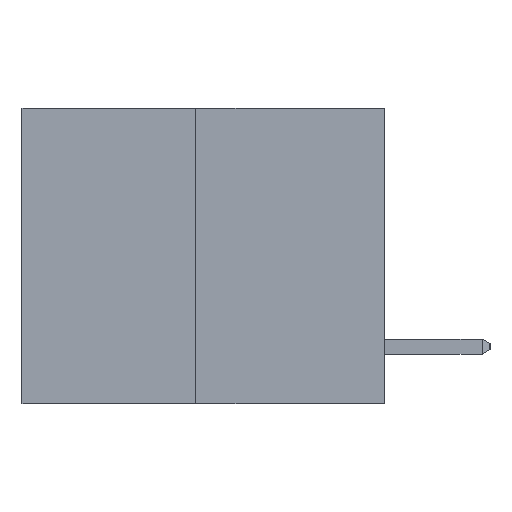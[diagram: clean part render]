
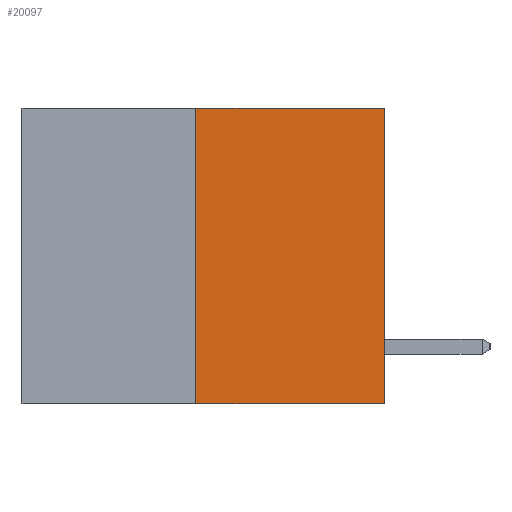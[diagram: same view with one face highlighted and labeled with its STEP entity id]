
A CAD part, left-side view. The second image highlights one B-rep face of the part: STEP entity #20097.
In plain terms, the highlighted planar face has unit normal (-1, 0, 0).
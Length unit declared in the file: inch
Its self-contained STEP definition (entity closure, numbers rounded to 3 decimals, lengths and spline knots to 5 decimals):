
#152 = EDGE_CURVE ( 'NONE', #6782, #667, #8029, .T. ) ;
#667 = VERTEX_POINT ( 'NONE', #20132 ) ;
#2293 = CARTESIAN_POINT ( 'NONE',  ( 0., 0.6, -0.49 ) ) ;
#2500 = FACE_OUTER_BOUND ( 'NONE', #17436, .T. ) ;
#2611 = VECTOR ( 'NONE', #6449, 39.37008 ) ;
#4010 = EDGE_CURVE ( 'NONE', #10531, #667, #9171, .T. ) ;
#4181 = LINE ( 'NONE', #2293, #11318 ) ;
#4855 = VERTEX_POINT ( 'NONE', #20562 ) ;
#5351 = ORIENTED_EDGE ( 'NONE', *, *, #4010, .F. ) ;
#5449 = ORIENTED_EDGE ( 'NONE', *, *, #8099, .T. ) ;
#5507 = DIRECTION ( 'NONE',  ( 0., -1., 0. ) ) ;
#5831 = AXIS2_PLACEMENT_3D ( 'NONE', #17740, #19384, #13086 ) ;
#6449 = DIRECTION ( 'NONE',  ( 0., 0., 1. ) ) ;
#6782 = VERTEX_POINT ( 'NONE', #10979 ) ;
#7362 = CARTESIAN_POINT ( 'NONE',  ( 0., 0., 0. ) ) ;
#7439 = DIRECTION ( 'NONE',  ( 0., 0., 1. ) ) ;
#8029 = LINE ( 'NONE', #7362, #15441 ) ;
#8099 = EDGE_CURVE ( 'NONE', #4855, #6782, #4181, .T. ) ;
#8355 = CARTESIAN_POINT ( 'NONE',  ( 0., 0.312, -0.49 ) ) ;
#9145 = EDGE_CURVE ( 'NONE', #4855, #10531, #14075, .T. ) ;
#9171 = LINE ( 'NONE', #10454, #10727 ) ;
#10454 = CARTESIAN_POINT ( 'NONE',  ( 0., 0.6, 0. ) ) ;
#10531 = VERTEX_POINT ( 'NONE', #10785 ) ;
#10727 = VECTOR ( 'NONE', #18727, 39.37008 ) ;
#10785 = CARTESIAN_POINT ( 'NONE',  ( 0., 0.312, 0. ) ) ;
#10979 = CARTESIAN_POINT ( 'NONE',  ( 0., 0., -0.49 ) ) ;
#11318 = VECTOR ( 'NONE', #5507, 39.37008 ) ;
#13086 = DIRECTION ( 'NONE',  ( 0., 0., -1. ) ) ;
#14075 = LINE ( 'NONE', #8355, #2611 ) ;
#14656 = PLANE ( 'NONE',  #5831 ) ;
#15441 = VECTOR ( 'NONE', #7439, 39.37008 ) ;
#17314 = ORIENTED_EDGE ( 'NONE', *, *, #9145, .F. ) ;
#17436 = EDGE_LOOP ( 'NONE', ( #17314, #5449, #18511, #5351 ) ) ;
#17740 = CARTESIAN_POINT ( 'NONE',  ( 0., 0.6, 0. ) ) ;
#18511 = ORIENTED_EDGE ( 'NONE', *, *, #152, .T. ) ;
#18727 = DIRECTION ( 'NONE',  ( 0., -1., 0. ) ) ;
#19384 = DIRECTION ( 'NONE',  ( 1., 0., 0. ) ) ;
#20097 = ADVANCED_FACE ( 'NONE', ( #2500 ), #14656, .F. ) ;
#20132 = CARTESIAN_POINT ( 'NONE',  ( 0., 0., 0. ) ) ;
#20562 = CARTESIAN_POINT ( 'NONE',  ( 0., 0.312, -0.49 ) ) ;
